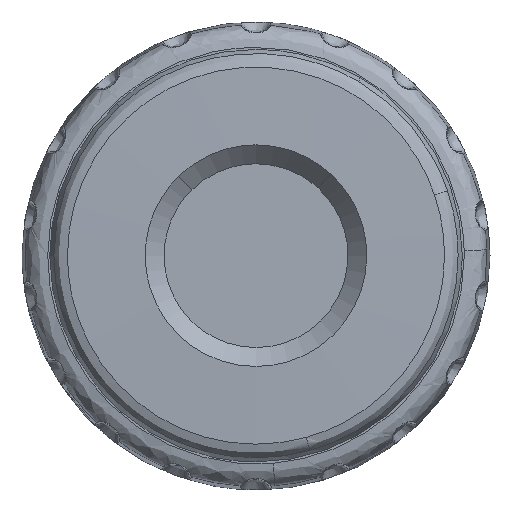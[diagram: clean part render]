
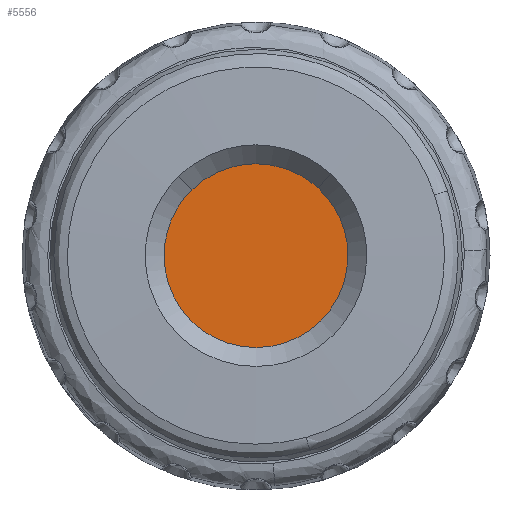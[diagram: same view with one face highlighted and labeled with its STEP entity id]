
A CAD part, top view. The second image highlights one B-rep face of the part: STEP entity #5556.
In plain terms, the highlighted free-form (B-spline) face has degree [1, 1] with [2, 2] control points.
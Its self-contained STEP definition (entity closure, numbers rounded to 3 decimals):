
#835=CARTESIAN_POINT('',(-4.9,0.0,16.932));
#836=VERTEX_POINT('',#835);
#837=CARTESIAN_POINT('',(-3.417,3.512,16.932));
#838=VERTEX_POINT('',#837);
#839=CARTESIAN_POINT('',(-4.9,0.0,16.932));
#840=CARTESIAN_POINT('',(-4.9,0.224,16.932));
#841=CARTESIAN_POINT('',(-4.868,0.693,16.932));
#842=CARTESIAN_POINT('',(-4.732,1.323,16.932));
#843=CARTESIAN_POINT('',(-4.511,1.949,16.932));
#844=CARTESIAN_POINT('',(-4.238,2.487,16.932));
#845=CARTESIAN_POINT('',(-3.864,3.035,16.932));
#846=CARTESIAN_POINT('',(-3.585,3.348,16.932));
#847=CARTESIAN_POINT('',(-3.417,3.512,16.932));
#848=B_SPLINE_CURVE_WITH_KNOTS('',3,(#839,#840,#841,#842,#843,#844,#845,#846,#847),.UNSPECIFIED.,.F.,.U.,(4,1,1,1,1,1,4),(0.,0.673,1.407,1.927,2.661,3.212,3.915),.UNSPECIFIED.);
#849=EDGE_CURVE('',#836,#838,#848,.T.);
#924=CARTESIAN_POINT('',(3.31,3.613,16.932));
#925=VERTEX_POINT('',#924);
#931=CARTESIAN_POINT('',(4.9,0.0,16.932));
#932=VERTEX_POINT('',#931);
#933=CARTESIAN_POINT('',(3.31,3.613,16.932));
#934=CARTESIAN_POINT('',(3.576,3.37,16.932));
#935=CARTESIAN_POINT('',(3.975,2.913,16.932));
#936=CARTESIAN_POINT('',(4.364,2.256,16.932));
#937=CARTESIAN_POINT('',(4.605,1.702,16.932));
#938=CARTESIAN_POINT('',(4.829,0.984,16.932));
#939=CARTESIAN_POINT('',(4.9,0.391,16.932));
#940=CARTESIAN_POINT('',(4.9,0.0,16.932));
#941=B_SPLINE_CURVE_WITH_KNOTS('',3,(#933,#934,#935,#936,#937,#938,#939,#940),.UNSPECIFIED.,.F.,.U.,(4,1,1,1,1,4),(0.,1.079,1.809,2.285,2.888,4.062),.UNSPECIFIED.);
#942=EDGE_CURVE('',#925,#932,#941,.T.);
#944=CARTESIAN_POINT('',(0.,-4.9,16.932));
#945=VERTEX_POINT('',#944);
#946=CARTESIAN_POINT('',(4.9,0.0,16.932));
#947=CARTESIAN_POINT('',(4.9,-0.241,16.932));
#948=CARTESIAN_POINT('',(4.867,-0.681,16.932));
#949=CARTESIAN_POINT('',(4.745,-1.261,16.932));
#950=CARTESIAN_POINT('',(4.57,-1.795,16.932));
#951=CARTESIAN_POINT('',(4.275,-2.444,16.932));
#952=CARTESIAN_POINT('',(3.781,-3.169,16.932));
#953=CARTESIAN_POINT('',(3.16,-3.772,16.932));
#954=CARTESIAN_POINT('',(2.47,-4.257,16.932));
#955=CARTESIAN_POINT('',(1.817,-4.573,16.932));
#956=CARTESIAN_POINT('',(0.952,-4.833,16.932));
#957=CARTESIAN_POINT('',(0.381,-4.9,16.932));
#958=CARTESIAN_POINT('',(0.,-4.9,16.932));
#959=B_SPLINE_CURVE_WITH_KNOTS('',3,(#946,#947,#948,#949,#950,#951,#952,#953,#954,#955,#956,#957,#958),.UNSPECIFIED.,.F.,.U.,(4,1,1,1,1,1,1,1,1,1,4),(0.,0.722,1.323,1.774,2.405,3.458,4.39,4.991,5.983,6.554,7.697),.UNSPECIFIED.);
#960=EDGE_CURVE('',#932,#945,#959,.T.);
#962=CARTESIAN_POINT('',(0.,-4.9,16.932));
#963=CARTESIAN_POINT('',(-0.401,-4.9,16.932));
#964=CARTESIAN_POINT('',(-0.992,-4.827,16.932));
#965=CARTESIAN_POINT('',(-1.806,-4.572,16.932));
#966=CARTESIAN_POINT('',(-2.361,-4.31,16.932));
#967=CARTESIAN_POINT('',(-2.876,-3.979,16.932));
#968=CARTESIAN_POINT('',(-3.314,-3.626,16.932));
#969=CARTESIAN_POINT('',(-3.768,-3.158,16.932));
#970=CARTESIAN_POINT('',(-4.158,-2.621,16.932));
#971=CARTESIAN_POINT('',(-4.452,-2.072,16.932));
#972=CARTESIAN_POINT('',(-4.663,-1.54,16.932));
#973=CARTESIAN_POINT('',(-4.846,-0.862,16.932));
#974=CARTESIAN_POINT('',(-4.9,-0.331,16.932));
#975=CARTESIAN_POINT('',(-4.9,0.0,16.932));
#976=B_SPLINE_CURVE_WITH_KNOTS('',3,(#962,#963,#964,#965,#966,#967,#968,#969,#970,#971,#972,#973,#974,#975),.UNSPECIFIED.,.F.,.U.,(4,1,1,1,1,1,1,1,1,1,1,4),(0.,1.203,1.774,2.556,3.037,3.608,4.239,4.991,5.592,6.103,6.705,7.697),.UNSPECIFIED.);
#977=EDGE_CURVE('',#945,#836,#976,.T.);
#996=CARTESIAN_POINT('',(0.,4.9,16.932));
#997=VERTEX_POINT('',#996);
#998=CARTESIAN_POINT('',(-3.417,3.512,16.932));
#999=CARTESIAN_POINT('',(-3.227,3.697,16.932));
#1000=CARTESIAN_POINT('',(-2.77,4.075,16.932));
#1001=CARTESIAN_POINT('',(-2.087,4.456,16.932));
#1002=CARTESIAN_POINT('',(-1.458,4.688,16.932));
#1003=CARTESIAN_POINT('',(-0.808,4.852,16.932));
#1004=CARTESIAN_POINT('',(-0.325,4.9,16.932));
#1005=CARTESIAN_POINT('',(0.,4.9,16.932));
#1006=B_SPLINE_CURVE_WITH_KNOTS('',3,(#998,#999,#1000,#1001,#1002,#1003,#1004,#1005),.UNSPECIFIED.,.F.,.U.,(4,1,1,1,1,4),(0.,0.798,1.773,2.334,2.807,3.782),.UNSPECIFIED.);
#1007=EDGE_CURVE('',#838,#997,#1006,.T.);
#1009=CARTESIAN_POINT('',(0.,4.9,16.932));
#1010=CARTESIAN_POINT('',(0.322,4.9,16.932));
#1011=CARTESIAN_POINT('',(0.842,4.849,16.932));
#1012=CARTESIAN_POINT('',(1.594,4.65,16.932));
#1013=CARTESIAN_POINT('',(2.163,4.412,16.932));
#1014=CARTESIAN_POINT('',(2.762,4.065,16.932));
#1015=CARTESIAN_POINT('',(3.108,3.798,16.932));
#1016=CARTESIAN_POINT('',(3.31,3.613,16.932));
#1017=B_SPLINE_CURVE_WITH_KNOTS('',3,(#1009,#1010,#1011,#1012,#1013,#1014,#1015,#1016),.UNSPECIFIED.,.F.,.U.,(4,1,1,1,1,4),(0.,0.965,1.562,2.328,2.811,3.635),.UNSPECIFIED.);
#1018=EDGE_CURVE('',#997,#925,#1017,.T.);
#5543=CARTESIAN_POINT('',(-5.39,-5.39,16.932));
#5544=CARTESIAN_POINT('',(5.39,-5.39,16.932));
#5545=CARTESIAN_POINT('',(-5.39,5.39,16.932));
#5546=CARTESIAN_POINT('',(5.39,5.39,16.932));
#5547=B_SPLINE_SURFACE_WITH_KNOTS('',1,1,((#5543,#5545),(#5544,#5546)),.UNSPECIFIED.,.F.,.F.,.U.,(2,2),(2,2),(0.0,10.779),(0.0,10.779),.UNSPECIFIED.);
#5548=ORIENTED_EDGE('',*,*,#977,.F.);
#5549=ORIENTED_EDGE('',*,*,#960,.F.);
#5550=ORIENTED_EDGE('',*,*,#942,.F.);
#5551=ORIENTED_EDGE('',*,*,#1018,.F.);
#5552=ORIENTED_EDGE('',*,*,#1007,.F.);
#5553=ORIENTED_EDGE('',*,*,#849,.F.);
#5554=EDGE_LOOP('',(#5548,#5549,#5550,#5551,#5552,#5553));
#5555=FACE_OUTER_BOUND('',#5554,.T.);
#5556=ADVANCED_FACE('',(#5555),#5547,.T.);
